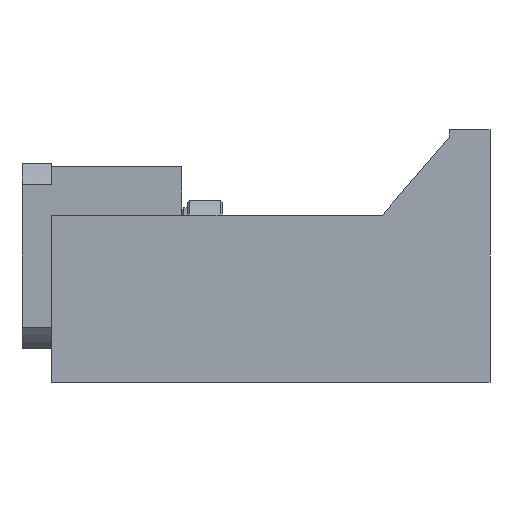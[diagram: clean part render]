
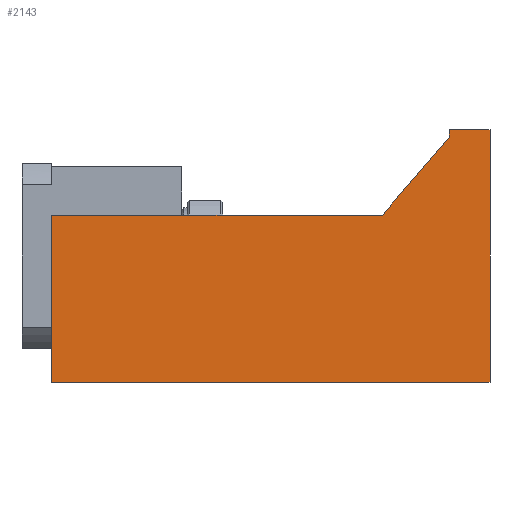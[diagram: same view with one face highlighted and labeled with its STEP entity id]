
A CAD part, front view. The second image highlights one B-rep face of the part: STEP entity #2143.
In plain terms, the highlighted planar face has unit normal (0, -1, 0).
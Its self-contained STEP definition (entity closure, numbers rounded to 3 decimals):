
#1953=CARTESIAN_POINT('Vertex',(0.,-44.,34.)) ;
#1956=CARTESIAN_POINT('Line Origine',(5.5,-44.,34.)) ;
#1960=CARTESIAN_POINT('Vertex',(11.,-44.,34.)) ;
#1980=CARTESIAN_POINT('Line Origine',(11.,-44.,0.)) ;
#1984=CARTESIAN_POINT('Vertex',(11.,-44.,-34.)) ;
#2096=CARTESIAN_POINT('Axis2P3D Location',(0.,-44.,34.)) ;
#2101=CARTESIAN_POINT('Line Origine',(-48.,-44.,-34.)) ;
#2105=CARTESIAN_POINT('Vertex',(-107.,-44.,-34.)) ;
#2108=CARTESIAN_POINT('Line Origine',(0.,-44.,33.)) ;
#2112=CARTESIAN_POINT('Vertex',(0.,-44.,32.)) ;
#2115=CARTESIAN_POINT('Line Origine',(-9.,-44.,21.5)) ;
#2119=CARTESIAN_POINT('Vertex',(-18.,-44.,11.)) ;
#2122=CARTESIAN_POINT('Line Origine',(-62.5,-44.,11.)) ;
#2126=CARTESIAN_POINT('Vertex',(-107.,-44.,11.)) ;
#2129=CARTESIAN_POINT('Line Origine',(-107.,-44.,-11.5)) ;
#1957=DIRECTION('Vector Direction',(1.,0.,0.)) ;
#1981=DIRECTION('Vector Direction',(0.,0.,-1.)) ;
#2097=DIRECTION('Axis2P3D Direction',(0.,-1.,0.)) ;
#2098=DIRECTION('Axis2P3D XDirection',(0.,0.,-1.)) ;
#2102=DIRECTION('Vector Direction',(1.,0.,0.)) ;
#2109=DIRECTION('Vector Direction',(0.,0.,-1.)) ;
#2116=DIRECTION('Vector Direction',(-0.651,0.,-0.759)) ;
#2123=DIRECTION('Vector Direction',(-1.,0.,0.)) ;
#2130=DIRECTION('Vector Direction',(0.,0.,1.)) ;
#2099=AXIS2_PLACEMENT_3D('Plane Axis2P3D',#2096,#2097,#2098) ;
#2135=ORIENTED_EDGE('',*,*,#2107,.T.) ;
#2136=ORIENTED_EDGE('',*,*,#1986,.F.) ;
#2137=ORIENTED_EDGE('',*,*,#1962,.F.) ;
#2138=ORIENTED_EDGE('',*,*,#2114,.T.) ;
#2139=ORIENTED_EDGE('',*,*,#2121,.T.) ;
#2140=ORIENTED_EDGE('',*,*,#2128,.T.) ;
#2141=ORIENTED_EDGE('',*,*,#2133,.F.) ;
#1958=VECTOR('Line Direction',#1957,1.) ;
#1982=VECTOR('Line Direction',#1981,1.) ;
#2103=VECTOR('Line Direction',#2102,1.) ;
#2110=VECTOR('Line Direction',#2109,1.) ;
#2117=VECTOR('Line Direction',#2116,1.) ;
#2124=VECTOR('Line Direction',#2123,1.) ;
#2131=VECTOR('Line Direction',#2130,1.) ;
#2143=ADVANCED_FACE('\X2\96F64EF651E04F554F53\X0\',(#2142),#2100,.T.) ;
#1962=EDGE_CURVE('',#1954,#1961,#1959,.T.) ;
#1986=EDGE_CURVE('',#1961,#1985,#1983,.T.) ;
#2107=EDGE_CURVE('',#2106,#1985,#2104,.T.) ;
#2114=EDGE_CURVE('',#1954,#2113,#2111,.T.) ;
#2121=EDGE_CURVE('',#2113,#2120,#2118,.T.) ;
#2128=EDGE_CURVE('',#2120,#2127,#2125,.T.) ;
#2133=EDGE_CURVE('',#2106,#2127,#2132,.T.) ;
#2134=EDGE_LOOP('',(#2135,#2136,#2137,#2138,#2139,#2140,#2141)) ;
#2142=FACE_OUTER_BOUND('',#2134,.T.) ;
#1959=LINE('Line',#1956,#1958) ;
#1983=LINE('Line',#1980,#1982) ;
#2104=LINE('Line',#2101,#2103) ;
#2111=LINE('Line',#2108,#2110) ;
#2118=LINE('Line',#2115,#2117) ;
#2125=LINE('Line',#2122,#2124) ;
#2132=LINE('Line',#2129,#2131) ;
#2100=PLANE('Plane',#2099) ;
#1954=VERTEX_POINT('',#1953) ;
#1961=VERTEX_POINT('',#1960) ;
#1985=VERTEX_POINT('',#1984) ;
#2106=VERTEX_POINT('',#2105) ;
#2113=VERTEX_POINT('',#2112) ;
#2120=VERTEX_POINT('',#2119) ;
#2127=VERTEX_POINT('',#2126) ;
